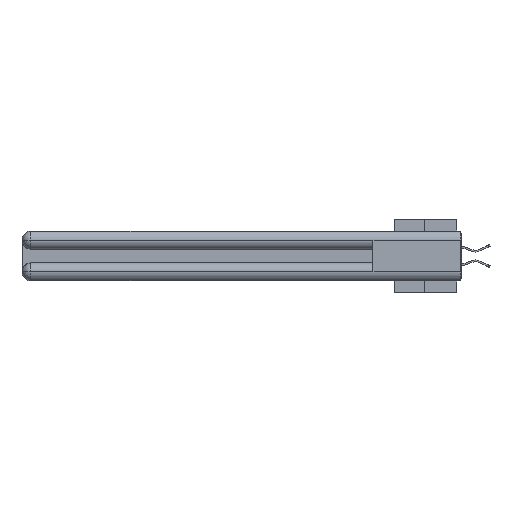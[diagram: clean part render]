
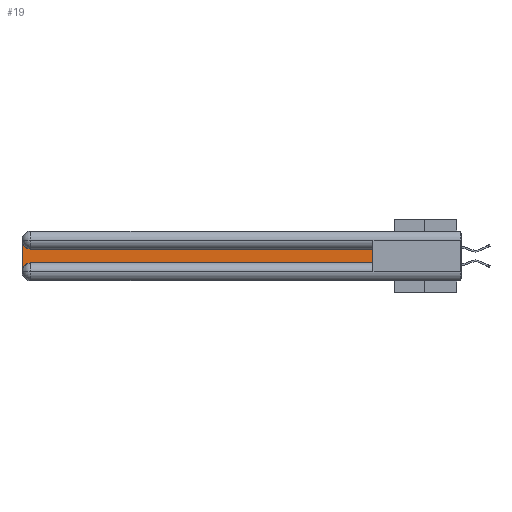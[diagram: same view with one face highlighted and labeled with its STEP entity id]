
A CAD part, left-side view. The second image highlights one B-rep face of the part: STEP entity #19.
In plain terms, the highlighted planar face has unit normal (-1, 0, 0).
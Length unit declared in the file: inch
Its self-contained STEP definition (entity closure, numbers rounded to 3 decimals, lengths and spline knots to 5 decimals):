
#19 = ADVANCED_FACE ( 'NONE', ( #47676 ), #40204, .F. ) ;
#1218 = EDGE_LOOP ( 'NONE', ( #48294, #19481, #29621, #27516, #16141, #32531 ) ) ;
#1228 = CARTESIAN_POINT ( 'NONE',  ( 0.075, 3., -0.2175 ) ) ;
#3266 = DIRECTION ( 'NONE',  ( 1., 0., 0. ) ) ;
#3441 = EDGE_CURVE ( 'NONE', #41444, #33252, #39135, .T. ) ;
#3519 = CIRCLE ( 'NONE', #40315, 0.06 ) ;
#5213 = CARTESIAN_POINT ( 'NONE',  ( 0.075, 2.94, -0.2175 ) ) ;
#6472 = CARTESIAN_POINT ( 'NONE',  ( 0.075, 0.6, -0.1225 ) ) ;
#7162 = CARTESIAN_POINT ( 'NONE',  ( 0.075, 3., -0.1225 ) ) ;
#7220 = VECTOR ( 'NONE', #31998, 39.37008 ) ;
#8020 = EDGE_CURVE ( 'NONE', #8431, #41444, #27796, .T. ) ;
#8316 = CARTESIAN_POINT ( 'NONE',  ( 0.075, 2.94, -0.0625 ) ) ;
#8431 = VERTEX_POINT ( 'NONE', #5213 ) ;
#8863 = DIRECTION ( 'NONE',  ( 0., 0., 1. ) ) ;
#9436 = DIRECTION ( 'NONE',  ( 1., 0., 0. ) ) ;
#10012 = CARTESIAN_POINT ( 'NONE',  ( 0.075, 3., -0.2775 ) ) ;
#10076 = LINE ( 'NONE', #27736, #7220 ) ;
#10452 = CIRCLE ( 'NONE', #32568, 0.06 ) ;
#10849 = DIRECTION ( 'NONE',  ( 0., 0., -1. ) ) ;
#11579 = EDGE_CURVE ( 'NONE', #37543, #15678, #10452, .T. ) ;
#12372 = CARTESIAN_POINT ( 'NONE',  ( 0.075, 3., -0.0625 ) ) ;
#13149 = DIRECTION ( 'NONE',  ( 0., 0., -1. ) ) ;
#13419 = DIRECTION ( 'NONE',  ( 0., 0., -1. ) ) ;
#15038 = CARTESIAN_POINT ( 'NONE',  ( 0.075, 0.6, -0.2175 ) ) ;
#15678 = VERTEX_POINT ( 'NONE', #12372 ) ;
#16141 = ORIENTED_EDGE ( 'NONE', *, *, #8020, .T. ) ;
#17734 = AXIS2_PLACEMENT_3D ( 'NONE', #7162, #3266, #10849 ) ;
#18063 = VECTOR ( 'NONE', #8863, 39.37008 ) ;
#18225 = EDGE_CURVE ( 'NONE', #20805, #8431, #3519, .T. ) ;
#18793 = DIRECTION ( 'NONE',  ( 0., -1., 0. ) ) ;
#19481 = ORIENTED_EDGE ( 'NONE', *, *, #11579, .T. ) ;
#20805 = VERTEX_POINT ( 'NONE', #10012 ) ;
#23372 = CARTESIAN_POINT ( 'NONE',  ( 0.075, 2.94, -0.1225 ) ) ;
#26847 = CARTESIAN_POINT ( 'NONE',  ( 0.075, 0.6, -0.2175 ) ) ;
#27516 = ORIENTED_EDGE ( 'NONE', *, *, #18225, .T. ) ;
#27736 = CARTESIAN_POINT ( 'NONE',  ( 0.075, 0.6, -0.1225 ) ) ;
#27796 = LINE ( 'NONE', #15038, #30719 ) ;
#27982 = DIRECTION ( 'NONE',  ( 0., 0., -1. ) ) ;
#29621 = ORIENTED_EDGE ( 'NONE', *, *, #44890, .T. ) ;
#30719 = VECTOR ( 'NONE', #18793, 39.37008 ) ;
#31708 = LINE ( 'NONE', #1228, #38776 ) ;
#31998 = DIRECTION ( 'NONE',  ( 0., 1., 0. ) ) ;
#32531 = ORIENTED_EDGE ( 'NONE', *, *, #3441, .T. ) ;
#32568 = AXIS2_PLACEMENT_3D ( 'NONE', #8316, #9436, #13149 ) ;
#33252 = VERTEX_POINT ( 'NONE', #6472 ) ;
#35273 = CARTESIAN_POINT ( 'NONE',  ( 0.075, 2.94, -0.2775 ) ) ;
#35753 = DIRECTION ( 'NONE',  ( 1., 0., 0. ) ) ;
#37543 = VERTEX_POINT ( 'NONE', #23372 ) ;
#38776 = VECTOR ( 'NONE', #27982, 39.37008 ) ;
#39135 = LINE ( 'NONE', #26847, #18063 ) ;
#39642 = EDGE_CURVE ( 'NONE', #33252, #37543, #10076, .T. ) ;
#40204 = PLANE ( 'NONE',  #17734 ) ;
#40315 = AXIS2_PLACEMENT_3D ( 'NONE', #35273, #35753, #13419 ) ;
#41444 = VERTEX_POINT ( 'NONE', #47839 ) ;
#44890 = EDGE_CURVE ( 'NONE', #15678, #20805, #31708, .T. ) ;
#47676 = FACE_OUTER_BOUND ( 'NONE', #1218, .T. ) ;
#47839 = CARTESIAN_POINT ( 'NONE',  ( 0.075, 0.6, -0.2175 ) ) ;
#48294 = ORIENTED_EDGE ( 'NONE', *, *, #39642, .T. ) ;
